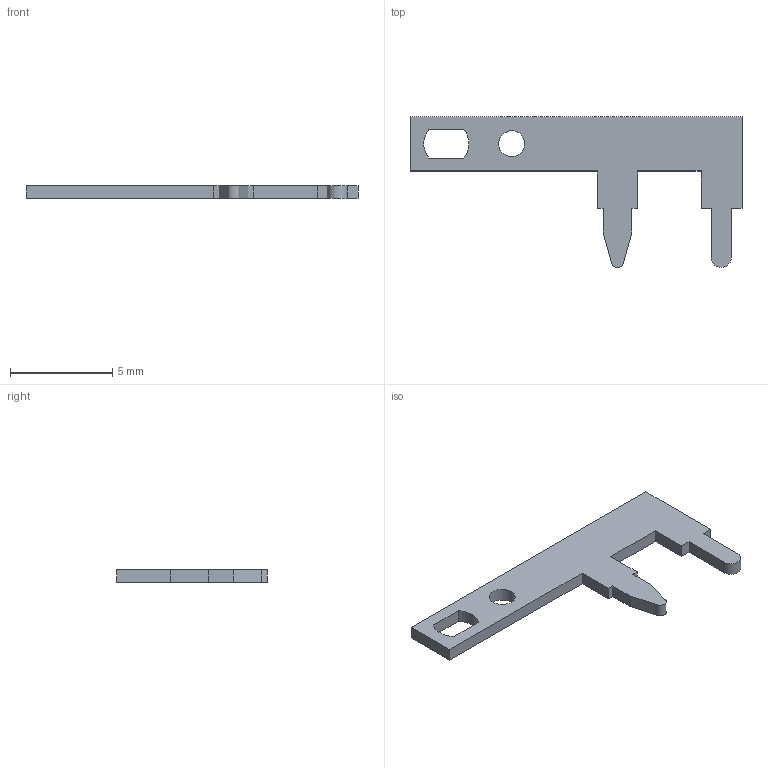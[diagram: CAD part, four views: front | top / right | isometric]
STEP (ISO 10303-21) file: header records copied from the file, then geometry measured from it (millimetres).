
FILE_DESCRIPTION (( 'STEP AP214' ), '1' );
FILE_NAME ('1045.STEP', '2007-12-17T15:31:10', ( 'Richard Maletta' ), ( '' ), 'SwSTEP 2.0', 'SolidWorks 2007', '' );
FILE_SCHEMA (( 'AUTOMOTIVE_DESIGN' ));
Length unit declared in the file: inch
Products named in the file (1): 1045
Bounding box: 16.26 x 7.39 x 0.64 mm (x, y, z)
Volume: 33.3 mm3; surface area: 146.8 mm2
Topology: 1 solids, 1 shells, 29 faces, 81 edges, 54 vertices
Faces by surface type: plane 22, cylinder 7
Entity records: 964 total; most frequent: CARTESIAN_POINT 165, ORIENTED_EDGE 162, DIRECTION 155, EDGE_CURVE 81, VECTOR 67, LINE 67, VERTEX_POINT 54, AXIS2_PLACEMENT_3D 44
